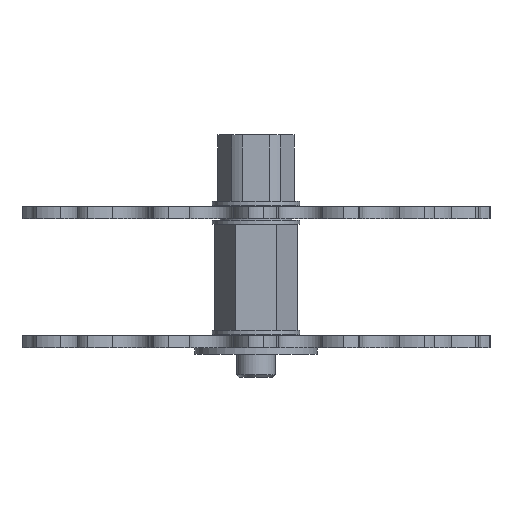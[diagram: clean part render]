
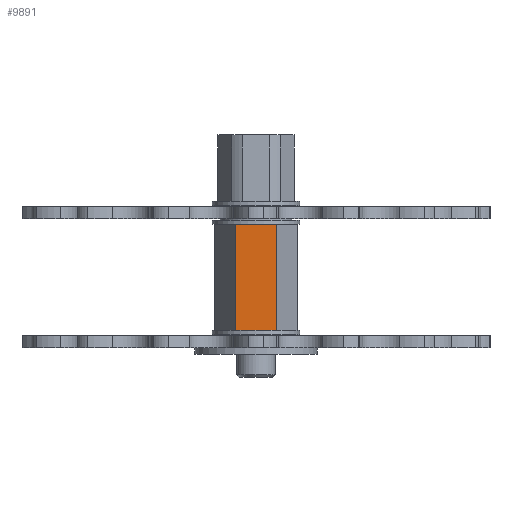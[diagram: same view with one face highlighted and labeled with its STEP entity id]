
A CAD part, front view. The second image highlights one B-rep face of the part: STEP entity #9891.
In plain terms, the highlighted planar face has unit normal (0, -1, 0).
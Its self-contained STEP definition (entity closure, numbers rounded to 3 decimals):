
#696 = ORIENTED_EDGE ( 'NONE', *, *, #1868, .T. ) ;
#747 = CARTESIAN_POINT ( 'NONE',  ( -4.583, -7.938, -19.7 ) ) ;
#800 = CARTESIAN_POINT ( 'NONE',  ( -4.583, -7.938, -47. ) ) ;
#833 = ORIENTED_EDGE ( 'NONE', *, *, #8724, .T. ) ;
#893 = CARTESIAN_POINT ( 'NONE',  ( 4.583, -7.938, -19.7 ) ) ;
#1023 = PLANE ( 'NONE',  #9920 ) ;
#1621 = LINE ( 'NONE', #800, #4815 ) ;
#1851 = VERTEX_POINT ( 'NONE', #747 ) ;
#1868 = EDGE_CURVE ( 'NONE', #7167, #3625, #12117, .T. ) ;
#1947 = VECTOR ( 'NONE', #9701, 1000. ) ;
#2247 = CARTESIAN_POINT ( 'NONE',  ( -4.583, -7.938, -47. ) ) ;
#2893 = VERTEX_POINT ( 'NONE', #893 ) ;
#3460 = DIRECTION ( 'NONE',  ( 0., -1., 0. ) ) ;
#3604 = FACE_OUTER_BOUND ( 'NONE', #15548, .T. ) ;
#3625 = VERTEX_POINT ( 'NONE', #12134 ) ;
#4337 = CARTESIAN_POINT ( 'NONE',  ( -4.583, -7.938, -19.7 ) ) ;
#4339 = VECTOR ( 'NONE', #14101, 1000. ) ;
#4454 = CARTESIAN_POINT ( 'NONE',  ( -4.583, -7.938, -43.2 ) ) ;
#4816 = CARTESIAN_POINT ( 'NONE',  ( -4.583, -7.938, -43.2 ) ) ;
#4815 = VECTOR ( 'NONE', #9290, 1000. ) ;
#7167 = VERTEX_POINT ( 'NONE', #4816 ) ;
#7939 = LINE ( 'NONE', #4337, #4339 ) ;
#8383 = LINE ( 'NONE', #13294, #1947 ) ;
#8476 = VECTOR ( 'NONE', #12999, 1000. ) ;
#8724 = EDGE_CURVE ( 'NONE', #3625, #2893, #8383, .T. ) ;
#9290 = DIRECTION ( 'NONE',  ( 0., 0., 1. ) ) ;
#9701 = DIRECTION ( 'NONE',  ( 0., 0., 1. ) ) ;
#9891 = ADVANCED_FACE ( 'NONE', ( #3604 ), #1023, .T. ) ;
#9920 = AXIS2_PLACEMENT_3D ( 'NONE', #2247, #3460, #11976 ) ;
#10028 = ORIENTED_EDGE ( 'NONE', *, *, #13668, .F. ) ;
#10251 = EDGE_CURVE ( 'NONE', #2893, #1851, #7939, .T. ) ;
#11976 = DIRECTION ( 'NONE',  ( 0., 0., -1. ) ) ;
#12117 = LINE ( 'NONE', #4454, #8476 ) ;
#12134 = CARTESIAN_POINT ( 'NONE',  ( 4.583, -7.938, -43.2 ) ) ;
#12999 = DIRECTION ( 'NONE',  ( 1., 0., 0. ) ) ;
#13294 = CARTESIAN_POINT ( 'NONE',  ( 4.583, -7.938, -47. ) ) ;
#13668 = EDGE_CURVE ( 'NONE', #7167, #1851, #1621, .T. ) ;
#14101 = DIRECTION ( 'NONE',  ( -1., 0., 0. ) ) ;
#14819 = ORIENTED_EDGE ( 'NONE', *, *, #10251, .T. ) ;
#15548 = EDGE_LOOP ( 'NONE', ( #833, #14819, #10028, #696 ) ) ;
